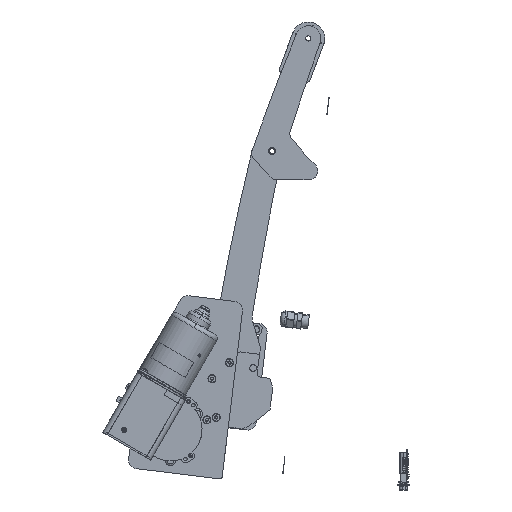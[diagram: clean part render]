
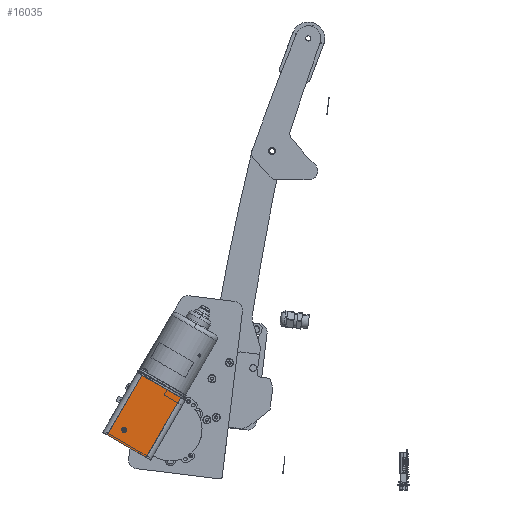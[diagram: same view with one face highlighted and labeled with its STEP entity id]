
A CAD part, left-side view. The second image highlights one B-rep face of the part: STEP entity #16035.
In plain terms, the highlighted face is planar.
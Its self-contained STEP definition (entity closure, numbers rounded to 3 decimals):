
#4640 = EDGE_CURVE ( 'NONE', #51030, #58846, #124352, .T. ) ;
#8247 = EDGE_CURVE ( 'NONE', #83761, #35262, #31980, .T. ) ;
#8669 = CIRCLE ( 'NONE', #98335, 1.6 ) ;
#9177 = CARTESIAN_POINT ( 'NONE',  ( 25., 20., -23. ) ) ;
#9316 = CARTESIAN_POINT ( 'NONE',  ( 26.6, 20., -23. ) ) ;
#11477 = FACE_OUTER_BOUND ( 'NONE', #15927, .T. ) ;
#15165 = EDGE_CURVE ( 'NONE', #58846, #83761, #99687, .T. ) ;
#15927 = EDGE_LOOP ( 'NONE', ( #126756, #119147, #34496, #109777 ) ) ;
#16035 = ADVANCED_FACE ( 'NONE', ( #61780, #11477 ), #70961, .F. ) ;
#31980 = LINE ( 'NONE', #33931, #104886 ) ;
#33931 = CARTESIAN_POINT ( 'NONE',  ( 40., -18., -23. ) ) ;
#34496 = ORIENTED_EDGE ( 'NONE', *, *, #4640, .T. ) ;
#34886 = CARTESIAN_POINT ( 'NONE',  ( -40., 34., -23. ) ) ;
#35262 = VERTEX_POINT ( 'NONE', #114446 ) ;
#38020 = AXIS2_PLACEMENT_3D ( 'NONE', #63536, #101379, #124272 ) ;
#39292 = DIRECTION ( 'NONE',  ( 0., 0., -1. ) ) ;
#44949 = CARTESIAN_POINT ( 'NONE',  ( -40., 40., -23. ) ) ;
#50757 = DIRECTION ( 'NONE',  ( 0., -1., 0. ) ) ;
#51030 = VERTEX_POINT ( 'NONE', #79171 ) ;
#52027 = CARTESIAN_POINT ( 'NONE',  ( -40., 40., -23. ) ) ;
#57355 = EDGE_CURVE ( 'NONE', #116299, #118228, #67175, .T. ) ;
#57657 = EDGE_CURVE ( 'NONE', #118228, #116299, #8669, .T. ) ;
#58846 = VERTEX_POINT ( 'NONE', #115130 ) ;
#60485 = DIRECTION ( 'NONE',  ( 0., 0., 1. ) ) ;
#61780 = FACE_BOUND ( 'NONE', #126862, .T. ) ;
#63423 = CARTESIAN_POINT ( 'NONE',  ( 40., -18., -23. ) ) ;
#63536 = CARTESIAN_POINT ( 'NONE',  ( 25., 20., -23. ) ) ;
#65145 = DIRECTION ( 'NONE',  ( 0., -1., 0. ) ) ;
#66524 = CARTESIAN_POINT ( 'NONE',  ( 23.4, 20., -23. ) ) ;
#67175 = CIRCLE ( 'NONE', #38020, 1.6 ) ;
#68082 = ORIENTED_EDGE ( 'NONE', *, *, #57355, .F. ) ;
#70961 = PLANE ( 'NONE',  #93930 ) ;
#74682 = DIRECTION ( 'NONE',  ( 1., 0., 0. ) ) ;
#79058 = DIRECTION ( 'NONE',  ( -1., 0., 0. ) ) ;
#79171 = CARTESIAN_POINT ( 'NONE',  ( -40., 34., -23. ) ) ;
#81981 = DIRECTION ( 'NONE',  ( 1., 0., 0. ) ) ;
#83761 = VERTEX_POINT ( 'NONE', #63423 ) ;
#93930 = AXIS2_PLACEMENT_3D ( 'NONE', #52027, #60485, #81981 ) ;
#98335 = AXIS2_PLACEMENT_3D ( 'NONE', #9177, #39292, #79058 ) ;
#99593 = ORIENTED_EDGE ( 'NONE', *, *, #57657, .F. ) ;
#99687 = LINE ( 'NONE', #128511, #127201 ) ;
#100841 = VECTOR ( 'NONE', #65145, 1000. ) ;
#101379 = DIRECTION ( 'NONE',  ( 0., 0., -1. ) ) ;
#103288 = VECTOR ( 'NONE', #74682, 1000. ) ;
#104886 = VECTOR ( 'NONE', #112305, 1000. ) ;
#109777 = ORIENTED_EDGE ( 'NONE', *, *, #15165, .T. ) ;
#112305 = DIRECTION ( 'NONE',  ( -1., 0., 0. ) ) ;
#114446 = CARTESIAN_POINT ( 'NONE',  ( -40., -18., -23. ) ) ;
#115130 = CARTESIAN_POINT ( 'NONE',  ( 40., 34., -23. ) ) ;
#116299 = VERTEX_POINT ( 'NONE', #66524 ) ;
#118228 = VERTEX_POINT ( 'NONE', #9316 ) ;
#119147 = ORIENTED_EDGE ( 'NONE', *, *, #122695, .F. ) ;
#122695 = EDGE_CURVE ( 'NONE', #51030, #35262, #123324, .T. ) ;
#123324 = LINE ( 'NONE', #44949, #100841 ) ;
#124272 = DIRECTION ( 'NONE',  ( -1., 0., 0. ) ) ;
#124352 = LINE ( 'NONE', #34886, #103288 ) ;
#126756 = ORIENTED_EDGE ( 'NONE', *, *, #8247, .T. ) ;
#126862 = EDGE_LOOP ( 'NONE', ( #68082, #99593 ) ) ;
#127201 = VECTOR ( 'NONE', #50757, 1000. ) ;
#128511 = CARTESIAN_POINT ( 'NONE',  ( 40., 40., -23. ) ) ;
